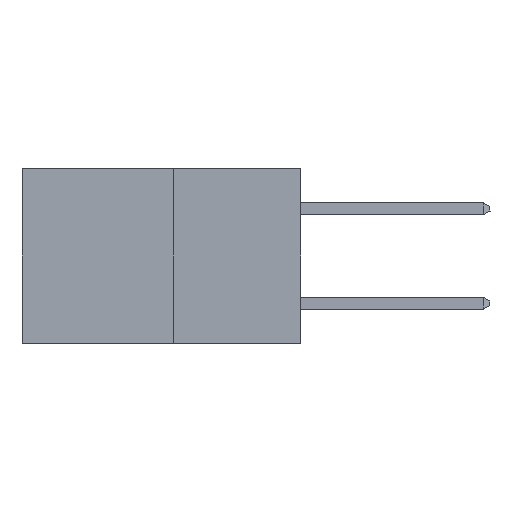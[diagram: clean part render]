
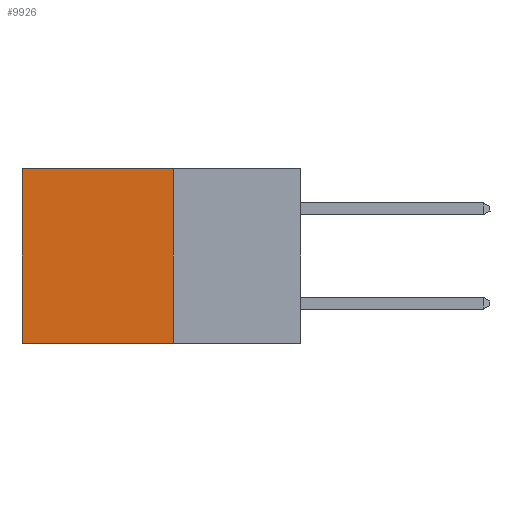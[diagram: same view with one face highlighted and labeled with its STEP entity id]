
A CAD part, left-side view. The second image highlights one B-rep face of the part: STEP entity #9926.
In plain terms, the highlighted planar face has unit normal (-1, 0, 0).
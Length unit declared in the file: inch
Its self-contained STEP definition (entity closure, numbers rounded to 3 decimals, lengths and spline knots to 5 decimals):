
#25 = EDGE_LOOP ( 'NONE', ( #1557, #9624, #1158, #1006 ) ) ;
#281 = CARTESIAN_POINT ( 'NONE',  ( 0.277, 0.27, -0.37 ) ) ;
#652 = DIRECTION ( 'NONE',  ( 0., 1., 0. ) ) ;
#660 = LINE ( 'NONE', #4372, #9050 ) ;
#1006 = ORIENTED_EDGE ( 'NONE', *, *, #2045, .T. ) ;
#1158 = ORIENTED_EDGE ( 'NONE', *, *, #8683, .F. ) ;
#1216 = DIRECTION ( 'NONE',  ( 1., 0., 0. ) ) ;
#1358 = VERTEX_POINT ( 'NONE', #7016 ) ;
#1557 = ORIENTED_EDGE ( 'NONE', *, *, #7629, .T. ) ;
#1633 = AXIS2_PLACEMENT_3D ( 'NONE', #281, #1216, #6981 ) ;
#1800 = LINE ( 'NONE', #6091, #3836 ) ;
#1926 = CARTESIAN_POINT ( 'NONE',  ( 0.277, 0.27, -0.37 ) ) ;
#2045 = EDGE_CURVE ( 'NONE', #4511, #6975, #7710, .T. ) ;
#2556 = CARTESIAN_POINT ( 'NONE',  ( 0.277, 0.27, 0. ) ) ;
#2760 = LINE ( 'NONE', #1926, #8863 ) ;
#3017 = VERTEX_POINT ( 'NONE', #4535 ) ;
#3425 = VECTOR ( 'NONE', #652, 39.37008 ) ;
#3836 = VECTOR ( 'NONE', #6468, 39.37008 ) ;
#4022 = CARTESIAN_POINT ( 'NONE',  ( 0.277, 0.27, 0. ) ) ;
#4372 = CARTESIAN_POINT ( 'NONE',  ( 0.277, 0.59, -0.37 ) ) ;
#4511 = VERTEX_POINT ( 'NONE', #4022 ) ;
#4535 = CARTESIAN_POINT ( 'NONE',  ( 0.277, 0.59, -0.37 ) ) ;
#5113 = EDGE_CURVE ( 'NONE', #1358, #3017, #2760, .T. ) ;
#5542 = DIRECTION ( 'NONE',  ( 0., 1., 0. ) ) ;
#5914 = DIRECTION ( 'NONE',  ( 0., 0., -1. ) ) ;
#6091 = CARTESIAN_POINT ( 'NONE',  ( 0.277, 0.27, -0.37 ) ) ;
#6193 = CARTESIAN_POINT ( 'NONE',  ( 0.277, 0.59, 0. ) ) ;
#6468 = DIRECTION ( 'NONE',  ( 0., 0., -1. ) ) ;
#6653 = FACE_OUTER_BOUND ( 'NONE', #25, .T. ) ;
#6975 = VERTEX_POINT ( 'NONE', #6193 ) ;
#6981 = DIRECTION ( 'NONE',  ( 0., 0., -1. ) ) ;
#7016 = CARTESIAN_POINT ( 'NONE',  ( 0.277, 0.27, -0.37 ) ) ;
#7629 = EDGE_CURVE ( 'NONE', #6975, #3017, #660, .T. ) ;
#7710 = LINE ( 'NONE', #2556, #3425 ) ;
#8683 = EDGE_CURVE ( 'NONE', #4511, #1358, #1800, .T. ) ;
#8863 = VECTOR ( 'NONE', #5542, 39.37008 ) ;
#9050 = VECTOR ( 'NONE', #5914, 39.37008 ) ;
#9624 = ORIENTED_EDGE ( 'NONE', *, *, #5113, .F. ) ;
#9926 = ADVANCED_FACE ( 'NONE', ( #6653 ), #10004, .F. ) ;
#10004 = PLANE ( 'NONE',  #1633 ) ;
